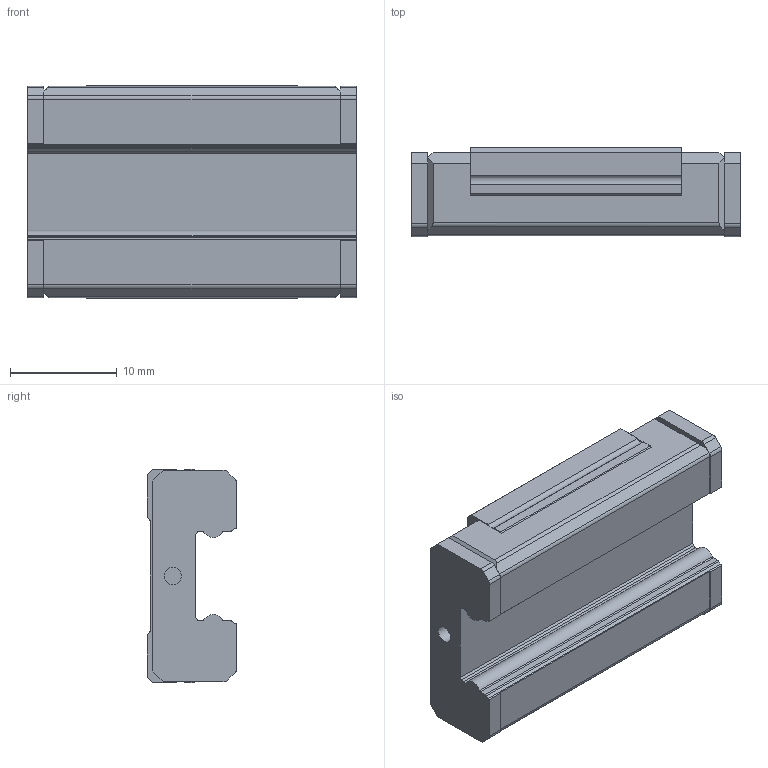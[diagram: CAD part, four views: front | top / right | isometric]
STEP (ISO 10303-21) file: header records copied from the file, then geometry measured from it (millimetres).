
FILE_DESCRIPTION(/* description */ ('STEP AP214'),/* implementation_level */ '2;1');
FILE_NAME(/* name */ 'SRS9XGMUU(GK) BLOCK(1)',/* time_stamp */ '2023-02-06T12:59:51+01:00',/* author */ ('License CC BY-ND 4.0'),/* organization */ ('CADENAS'),/* preprocessor_version */ 'ST-DEVELOPER v18.102',/* originating_system */ 'PARTsolutions',/* authorisation */ ' ');
FILE_SCHEMA (('AUTOMOTIVE_DESIGN {1 0 10303 214 3 1 1}'));
Length unit declared in the file: millimetre
Products named in the file (2): SRS9XGMUU(GK) BLOCK(1); SRS9XGMUU1S
Assembly tree (1 placements, depth 2):
  SRS9XGMUU(GK) BLOCK(1)
    SRS9XGMUU1S
Bounding box: 30.8 x 8.4 x 20 mm (x, y, z)
Volume: 3832.4 mm3; surface area: 2356.6 mm2
Topology: 1 solids, 1 shells, 120 faces, 324 edges, 208 vertices
Faces by surface type: plane 78, cylinder 34, cone 8
Full cylindrical faces by diameter (mm): 1.6 x2, 2.459 x4
Entity records: 3663 total; most frequent: DIRECTION 630, CARTESIAN_POINT 628, ORIENTED_EDGE 604, EDGE_CURVE 302, LINE 218, VECTOR 218, AXIS2_PLACEMENT_3D 206, VERTEX_POINT 204
